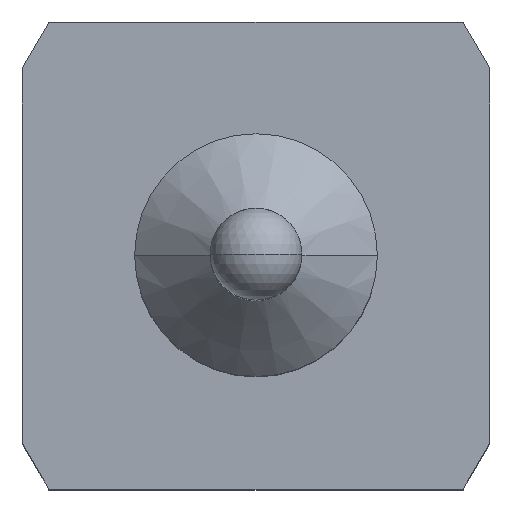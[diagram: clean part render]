
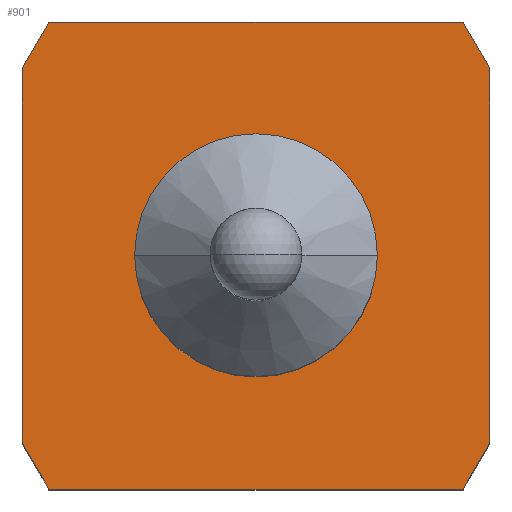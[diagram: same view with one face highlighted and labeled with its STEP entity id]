
A CAD part, top view. The second image highlights one B-rep face of the part: STEP entity #901.
In plain terms, the highlighted planar face has unit normal (0, 0, 1).
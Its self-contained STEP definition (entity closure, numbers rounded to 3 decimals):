
#14 = DIRECTION ( 'NONE',  ( 0.5, -0.866, 0. ) ) ;
#34 = CARTESIAN_POINT ( 'NONE',  ( 21.734, -1.27, 0. ) ) ;
#47 = PLANE ( 'NONE',  #507 ) ;
#58 = EDGE_CURVE ( 'NONE', #78, #91, #212, .T. ) ;
#63 = VECTOR ( 'NONE', #255, 1000. ) ;
#68 = CARTESIAN_POINT ( 'NONE',  ( 24.13, -1.02, 0. ) ) ;
#78 = VERTEX_POINT ( 'NONE', #68 ) ;
#82 = LINE ( 'NONE', #90, #756 ) ;
#83 = VERTEX_POINT ( 'NONE', #193 ) ;
#90 = CARTESIAN_POINT ( 'NONE',  ( 21.734, 1.27, 0. ) ) ;
#91 = VERTEX_POINT ( 'NONE', #548 ) ;
#93 = EDGE_CURVE ( 'NONE', #809, #83, #280, .T. ) ;
#108 = VECTOR ( 'NONE', #129, 1000. ) ;
#119 = ORIENTED_EDGE ( 'NONE', *, *, #696, .T. ) ;
#123 = CARTESIAN_POINT ( 'NONE',  ( 23.986, -1.27, 0. ) ) ;
#129 = DIRECTION ( 'NONE',  ( 0., 1., 0. ) ) ;
#135 = DIRECTION ( 'NONE',  ( -1., 0., 0. ) ) ;
#143 = LINE ( 'NONE', #695, #454 ) ;
#154 = VECTOR ( 'NONE', #175, 1000. ) ;
#167 = EDGE_LOOP ( 'NONE', ( #529, #483, #835, #870, #609, #119, #277, #602 ) ) ;
#175 = DIRECTION ( 'NONE',  ( -0.5, 0.866, 0. ) ) ;
#177 = EDGE_CURVE ( 'NONE', #598, #83, #82, .T. ) ;
#193 = CARTESIAN_POINT ( 'NONE',  ( 21.59, 1.02, 0. ) ) ;
#212 = LINE ( 'NONE', #544, #108 ) ;
#238 = CARTESIAN_POINT ( 'NONE',  ( 22.2, 0., 0. ) ) ;
#250 = FACE_OUTER_BOUND ( 'NONE', #167, .T. ) ;
#255 = DIRECTION ( 'NONE',  ( -1., 0., 0. ) ) ;
#259 = AXIS2_PLACEMENT_3D ( 'NONE', #499, #656, #446 ) ;
#270 = CARTESIAN_POINT ( 'NONE',  ( 23.986, 1.27, 0. ) ) ;
#277 = ORIENTED_EDGE ( 'NONE', *, *, #827, .T. ) ;
#280 = LINE ( 'NONE', #420, #552 ) ;
#307 = LINE ( 'NONE', #704, #154 ) ;
#325 = LINE ( 'NONE', #733, #63 ) ;
#338 = FACE_BOUND ( 'NONE', #371, .T. ) ;
#345 = CARTESIAN_POINT ( 'NONE',  ( 21.734, -1.27, 0. ) ) ;
#371 = EDGE_LOOP ( 'NONE', ( #561, #457 ) ) ;
#410 = CARTESIAN_POINT ( 'NONE',  ( 21.734, 1.27, 0. ) ) ;
#420 = CARTESIAN_POINT ( 'NONE',  ( 21.59, 0., 0. ) ) ;
#428 = AXIS2_PLACEMENT_3D ( 'NONE', #836, #751, #135 ) ;
#446 = DIRECTION ( 'NONE',  ( 1., 0., 0. ) ) ;
#454 = VECTOR ( 'NONE', #541, 1000. ) ;
#457 = ORIENTED_EDGE ( 'NONE', *, *, #705, .T. ) ;
#465 = CARTESIAN_POINT ( 'NONE',  ( 21.59, -1.02, 0. ) ) ;
#468 = CIRCLE ( 'NONE', #428, 0.66 ) ;
#473 = VERTEX_POINT ( 'NONE', #270 ) ;
#481 = VERTEX_POINT ( 'NONE', #808 ) ;
#483 = ORIENTED_EDGE ( 'NONE', *, *, #747, .T. ) ;
#486 = DIRECTION ( 'NONE',  ( -0.5, -0.866, 0. ) ) ;
#499 = CARTESIAN_POINT ( 'NONE',  ( 22.86, 0., 0. ) ) ;
#507 = AXIS2_PLACEMENT_3D ( 'NONE', #737, #684, #799 ) ;
#529 = ORIENTED_EDGE ( 'NONE', *, *, #93, .F. ) ;
#541 = DIRECTION ( 'NONE',  ( 0.5, 0.866, 0. ) ) ;
#542 = EDGE_CURVE ( 'NONE', #878, #78, #143, .T. ) ;
#544 = CARTESIAN_POINT ( 'NONE',  ( 24.13, -1.02, 0. ) ) ;
#545 = VERTEX_POINT ( 'NONE', #345 ) ;
#548 = CARTESIAN_POINT ( 'NONE',  ( 24.13, 1.02, 0. ) ) ;
#552 = VECTOR ( 'NONE', #893, 1000. ) ;
#561 = ORIENTED_EDGE ( 'NONE', *, *, #606, .T. ) ;
#585 = LINE ( 'NONE', #34, #771 ) ;
#598 = VERTEX_POINT ( 'NONE', #410 ) ;
#602 = ORIENTED_EDGE ( 'NONE', *, *, #177, .T. ) ;
#606 = EDGE_CURVE ( 'NONE', #750, #481, #468, .T. ) ;
#609 = ORIENTED_EDGE ( 'NONE', *, *, #58, .T. ) ;
#649 = CIRCLE ( 'NONE', #259, 0.66 ) ;
#652 = LINE ( 'NONE', #712, #744 ) ;
#656 = DIRECTION ( 'NONE',  ( 0., 0., -1. ) ) ;
#684 = DIRECTION ( 'NONE',  ( 0., 0., 1. ) ) ;
#695 = CARTESIAN_POINT ( 'NONE',  ( 23.986, -1.27, 0. ) ) ;
#696 = EDGE_CURVE ( 'NONE', #91, #473, #307, .T. ) ;
#704 = CARTESIAN_POINT ( 'NONE',  ( 24.13, 1.02, 0. ) ) ;
#705 = EDGE_CURVE ( 'NONE', #481, #750, #649, .T. ) ;
#712 = CARTESIAN_POINT ( 'NONE',  ( 21.59, -1.02, 0. ) ) ;
#733 = CARTESIAN_POINT ( 'NONE',  ( 23.986, 1.27, 0. ) ) ;
#737 = CARTESIAN_POINT ( 'NONE',  ( 0., 0., 0. ) ) ;
#744 = VECTOR ( 'NONE', #14, 1000. ) ;
#746 = EDGE_CURVE ( 'NONE', #545, #878, #585, .T. ) ;
#747 = EDGE_CURVE ( 'NONE', #809, #545, #652, .T. ) ;
#750 = VERTEX_POINT ( 'NONE', #238 ) ;
#751 = DIRECTION ( 'NONE',  ( 0., 0., -1. ) ) ;
#756 = VECTOR ( 'NONE', #486, 1000. ) ;
#768 = DIRECTION ( 'NONE',  ( 1., 0., 0. ) ) ;
#771 = VECTOR ( 'NONE', #768, 1000. ) ;
#799 = DIRECTION ( 'NONE',  ( 1., 0., 0. ) ) ;
#808 = CARTESIAN_POINT ( 'NONE',  ( 23.52, 0., 0. ) ) ;
#809 = VERTEX_POINT ( 'NONE', #465 ) ;
#827 = EDGE_CURVE ( 'NONE', #473, #598, #325, .T. ) ;
#835 = ORIENTED_EDGE ( 'NONE', *, *, #746, .T. ) ;
#836 = CARTESIAN_POINT ( 'NONE',  ( 22.86, 0., 0. ) ) ;
#870 = ORIENTED_EDGE ( 'NONE', *, *, #542, .T. ) ;
#878 = VERTEX_POINT ( 'NONE', #123 ) ;
#893 = DIRECTION ( 'NONE',  ( 0., 1., 0. ) ) ;
#901 = ADVANCED_FACE ( 'NONE', ( #250, #338 ), #47, .T. ) ;
